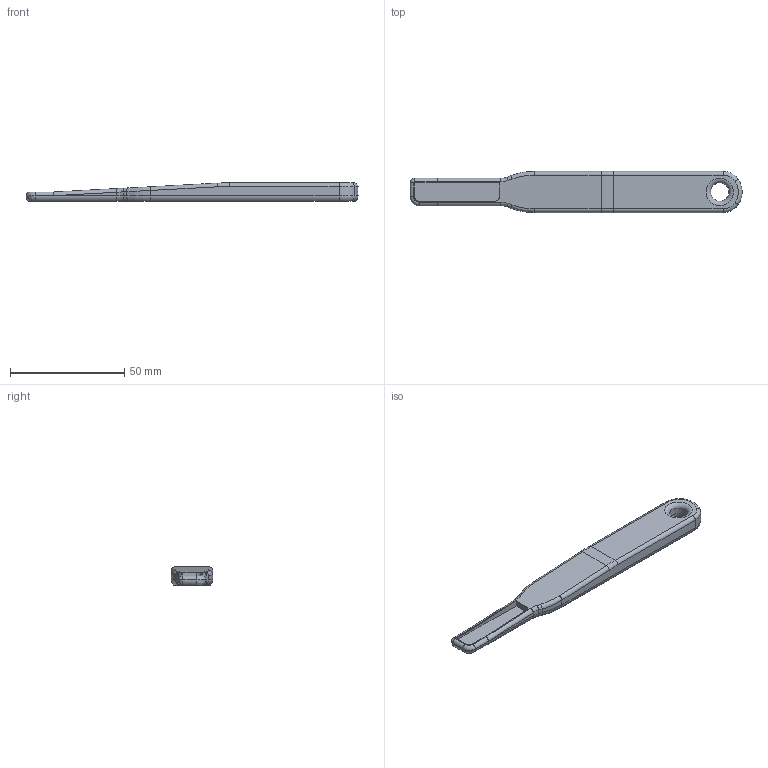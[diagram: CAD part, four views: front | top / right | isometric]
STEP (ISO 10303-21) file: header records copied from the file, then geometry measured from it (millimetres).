
FILE_DESCRIPTION(/* description */ (''),/* implementation_level */ '2;1');
FILE_NAME(/* name */ 'Manual Wiper A3.step',/* time_stamp */ '2025-09-06T16:36:35-06:00',/* author */ (''),/* organization */ (''),/* preprocessor_version */ 'ST-DEVELOPER v20.1',/* originating_system */ 'Autodesk Translation Framework v14.10.0.0',/* authorisation */ '');
FILE_SCHEMA (('AUTOMOTIVE_DESIGN { 1 0 10303 214 3 1 1 }'));
Length unit declared in the file: millimetre
Products named in the file (1): Modified
Bounding box: 145.06 x 18 x 8 mm (x, y, z)
Volume: 14446.4 mm3; surface area: 6435.5 mm2
Topology: 1 solids, 1 shells, 85 faces, 195 edges, 112 vertices
Faces by surface type: cylinder 31, plane 23, torus 15, cone 9, bspline 7
Full cylindrical faces by diameter (mm): 8 x1
Entity records: 2489 total; most frequent: CARTESIAN_POINT 493, DIRECTION 452, ORIENTED_EDGE 390, EDGE_CURVE 195, AXIS2_PLACEMENT_3D 178, VERTEX_POINT 112, LINE 96, VECTOR 96
